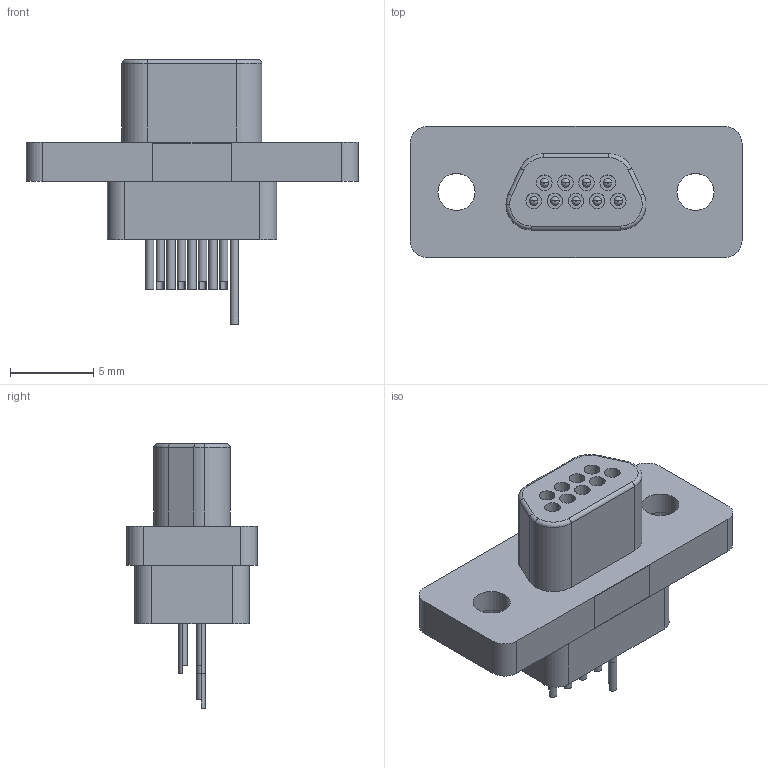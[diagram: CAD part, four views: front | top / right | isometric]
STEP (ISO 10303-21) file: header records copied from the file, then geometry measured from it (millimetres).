
FILE_DESCRIPTION (( 'STEP AP203' ), '1' );
FILE_NAME ('MicroD-9p.STEP', '2020-10-18T11:02:31', ( '' ), ( '' ), 'SwSTEP 2.0', 'SolidWorks 2018', '' );
FILE_SCHEMA (( 'CONFIG_CONTROL_DESIGN' ));
Length unit declared in the file: millimetre
Products named in the file (1): MicroD-9p
Bounding box: 19.94 x 7.87 x 15.89 mm (x, y, z)
Volume: 669.1 mm3; surface area: 1013.7 mm2
Topology: 2 solids, 2 shells, 228 faces, 501 edges, 307 vertices
Faces by surface type: cylinder 105, plane 96, torus 23, bspline 4
Entity records: 6400 total; most frequent: DIRECTION 1183, CARTESIAN_POINT 1149, ORIENTED_EDGE 994, EDGE_CURVE 497, AXIS2_PLACEMENT_3D 469, VERTEX_POINT 307, EDGE_LOOP 266, LINE 245
